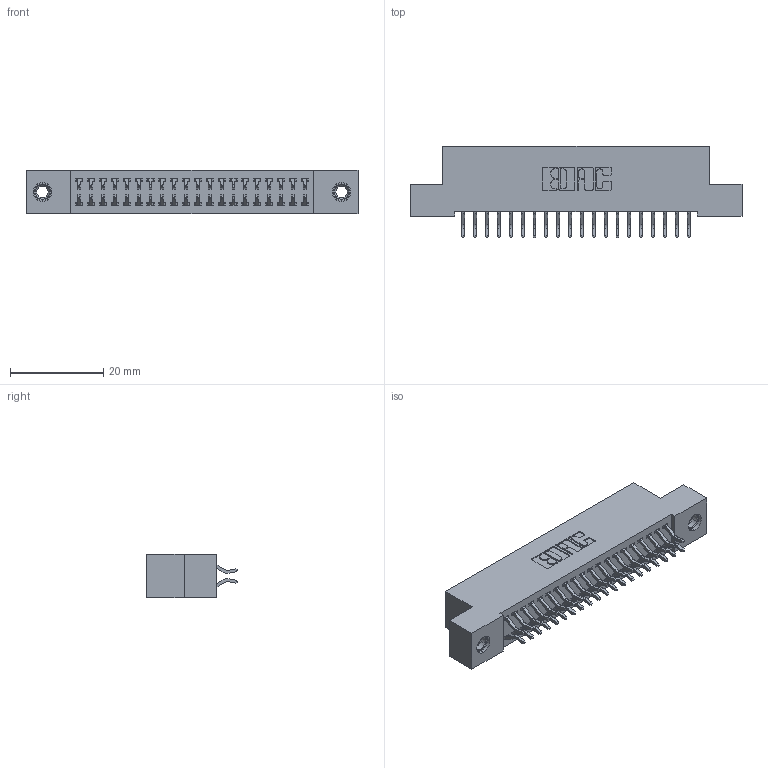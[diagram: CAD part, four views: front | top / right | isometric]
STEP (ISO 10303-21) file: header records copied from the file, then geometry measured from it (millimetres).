
FILE_DESCRIPTION (( 'STEP AP203' ), '1' );
FILE_NAME ('342-040-556-207.STEP', '2019-10-02T17:00:56', ( '' ), ( '' ), 'SwSTEP 2.0', 'SolidWorks 2016', '' );
FILE_SCHEMA (( 'CONFIG_CONTROL_DESIGN' ));
Length unit declared in the file: inch
Products named in the file (4): 342-040-556-207; 342 Part_TI; 345-292-001_556 Tail; 345-250-001_345-250-005-103
Assembly tree (43 placements, depth 2):
  342-040-556-207
    342 Part_TI
    345-292-001_556 Tail  x40
    345-250-001_345-250-005-103  x2
Bounding box: 71.12 x 19.58 x 9.4 mm (x, y, z)
Volume: 6272.3 mm3; surface area: 9654.6 mm2
Topology: 43 solids, 43 shells, 2490 faces, 7355 edges, 4842 vertices
Faces by surface type: plane 1698, cylinder 776, cone 12, torus 4
Entity records: 16986 total; most frequent: CARTESIAN_POINT 2837, ORIENTED_EDGE 2754, DIRECTION 2483, EDGE_CURVE 1377, LINE 1221, VECTOR 1221, VERTEX_POINT 912, AXIS2_PLACEMENT_3D 631
